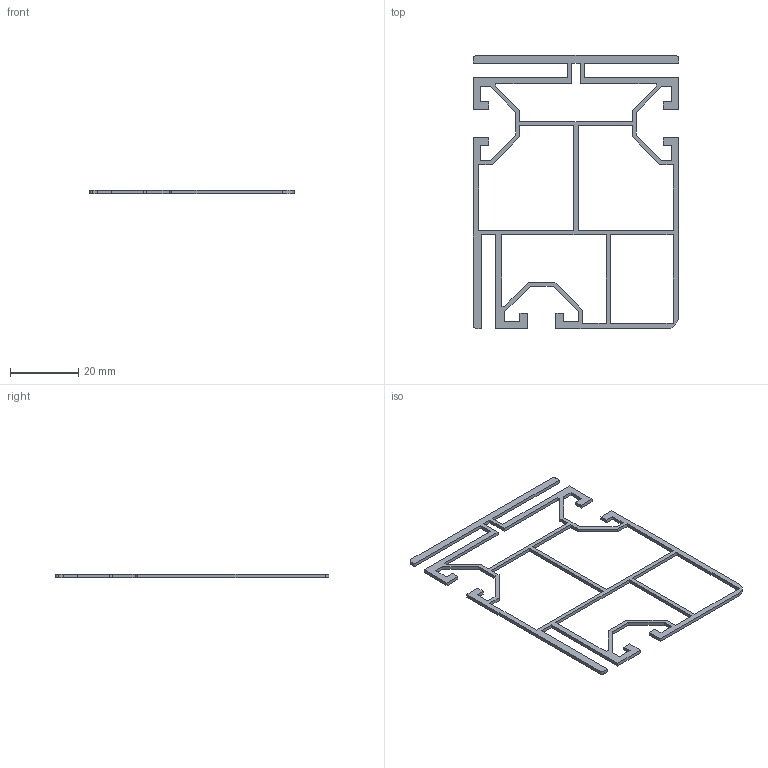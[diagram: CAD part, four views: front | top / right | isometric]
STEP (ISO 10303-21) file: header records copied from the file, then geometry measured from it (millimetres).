
FILE_DESCRIPTION((''),'2;1');
FILE_NAME('SP637_extern.ipt.step','2007-09-10T15:11:12',(''),(''),'Autodesk Inventor 11','Autodesk Inventor 11','');
FILE_SCHEMA(('AUTOMOTIVE_DESIGN { 1 0 10303 214 1 1 1 1 }'));
Length unit declared in the file: millimetre
Products named in the file (1): SP637_extern
Bounding box: 60 x 80 x 1 mm (x, y, z)
Volume: 941.8 mm3; surface area: 3035.2 mm2
Topology: 1 solids, 1 shells, 103 faces, 303 edges, 202 vertices
Faces by surface type: plane 89, bspline 10, cylinder 4
Entity records: 3408 total; most frequent: CARTESIAN_POINT 639, ORIENTED_EDGE 606, DIRECTION 499, EDGE_CURVE 303, VECTOR 295, LINE 295, VERTEX_POINT 202, EDGE_LOOP 113
